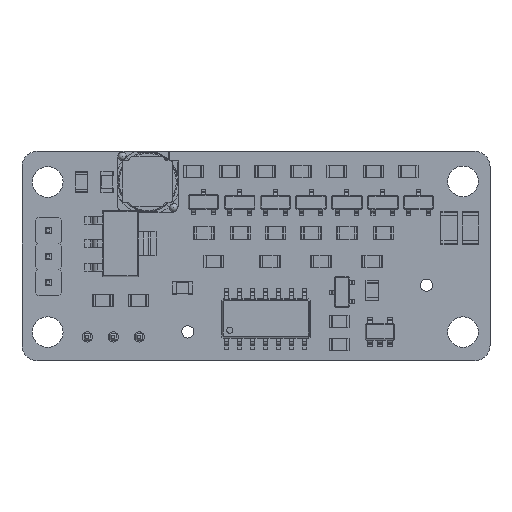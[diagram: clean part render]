
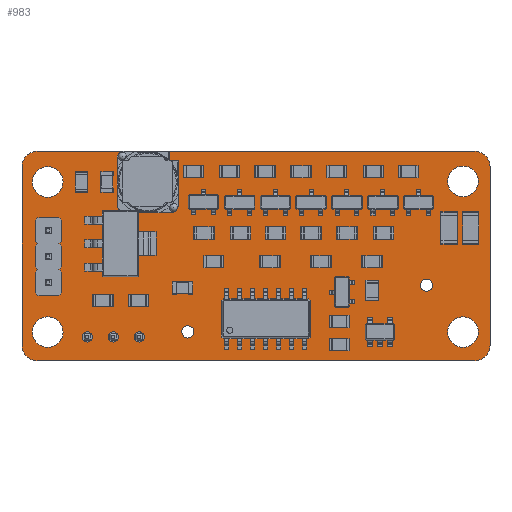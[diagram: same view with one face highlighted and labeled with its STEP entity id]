
A CAD part, top view. The second image highlights one B-rep face of the part: STEP entity #983.
In plain terms, the highlighted planar face has unit normal (0, 0, 1).
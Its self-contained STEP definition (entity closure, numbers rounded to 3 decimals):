
#336 = VERTEX_POINT('',#337);
#337 = CARTESIAN_POINT('',(168.,-58.511,0.));
#354 = VERTEX_POINT('',#355);
#355 = CARTESIAN_POINT('',(168.,-76.,0.));
#361 = EDGE_CURVE('',#336,#354,#362,.T.);
#362 = LINE('',#363,#364);
#363 = CARTESIAN_POINT('',(168.,-58.511,0.));
#364 = VECTOR('',#365,1.);
#365 = DIRECTION('',(0.,-1.,0.));
#386 = VERTEX_POINT('',#387);
#387 = CARTESIAN_POINT('',(166.5,-57.011,0.));
#393 = EDGE_CURVE('',#336,#386,#394,.T.);
#394 = CIRCLE('',#395,1.5);
#395 = AXIS2_PLACEMENT_3D('',#396,#397,#398);
#396 = CARTESIAN_POINT('',(166.5,-58.511,0.));
#397 = DIRECTION('',(0.,0.,1.));
#398 = DIRECTION('',(1.,0.,0.));
#409 = VERTEX_POINT('',#410);
#410 = CARTESIAN_POINT('',(166.5,-77.5,0.));
#426 = EDGE_CURVE('',#409,#354,#427,.T.);
#427 = CIRCLE('',#428,1.5);
#428 = AXIS2_PLACEMENT_3D('',#429,#430,#431);
#429 = CARTESIAN_POINT('',(166.5,-76.,0.));
#430 = DIRECTION('',(0.,0.,1.));
#431 = DIRECTION('',(1.,0.,0.));
#442 = VERTEX_POINT('',#443);
#443 = CARTESIAN_POINT('',(123.698,-57.011,0.));
#458 = EDGE_CURVE('',#442,#386,#459,.T.);
#459 = LINE('',#460,#461);
#460 = CARTESIAN_POINT('',(123.698,-57.011,0.));
#461 = VECTOR('',#462,1.);
#462 = DIRECTION('',(1.,0.,0.));
#482 = VERTEX_POINT('',#483);
#483 = CARTESIAN_POINT('',(123.698,-77.5,0.));
#489 = EDGE_CURVE('',#409,#482,#490,.T.);
#490 = LINE('',#491,#492);
#491 = CARTESIAN_POINT('',(166.5,-77.5,0.));
#492 = VECTOR('',#493,1.);
#493 = DIRECTION('',(-1.,0.,0.));
#514 = VERTEX_POINT('',#515);
#515 = CARTESIAN_POINT('',(122.198,-58.511,0.));
#521 = EDGE_CURVE('',#442,#514,#522,.T.);
#522 = CIRCLE('',#523,1.5);
#523 = AXIS2_PLACEMENT_3D('',#524,#525,#526);
#524 = CARTESIAN_POINT('',(123.698,-58.511,0.));
#525 = DIRECTION('',(0.,0.,1.));
#526 = DIRECTION('',(1.,0.,0.));
#537 = VERTEX_POINT('',#538);
#538 = CARTESIAN_POINT('',(122.198,-76.,0.));
#554 = EDGE_CURVE('',#537,#482,#555,.T.);
#555 = CIRCLE('',#556,1.5);
#556 = AXIS2_PLACEMENT_3D('',#557,#558,#559);
#557 = CARTESIAN_POINT('',(123.698,-76.,0.));
#558 = DIRECTION('',(0.,0.,1.));
#559 = DIRECTION('',(1.,0.,0.));
#577 = EDGE_CURVE('',#537,#514,#578,.T.);
#578 = LINE('',#579,#580);
#579 = CARTESIAN_POINT('',(122.198,-76.,0.));
#580 = VECTOR('',#581,1.);
#581 = DIRECTION('',(0.,1.,0.));
#592 = VERTEX_POINT('',#593);
#593 = CARTESIAN_POINT('',(166.854,-74.7,0.));
#609 = EDGE_CURVE('',#592,#592,#610,.T.);
#610 = CIRCLE('',#611,1.5);
#611 = AXIS2_PLACEMENT_3D('',#612,#613,#614);
#612 = CARTESIAN_POINT('',(165.354,-74.7,0.));
#613 = DIRECTION('',(0.,0.,1.));
#614 = DIRECTION('',(1.,0.,0.));
#625 = VERTEX_POINT('',#626);
#626 = CARTESIAN_POINT('',(162.398,-70.104,0.));
#642 = EDGE_CURVE('',#625,#625,#643,.T.);
#643 = CIRCLE('',#644,0.6);
#644 = AXIS2_PLACEMENT_3D('',#645,#646,#647);
#645 = CARTESIAN_POINT('',(161.798,-70.104,0.));
#646 = DIRECTION('',(0.,0.,1.));
#647 = DIRECTION('',(1.,0.,-0.));
#658 = VERTEX_POINT('',#659);
#659 = CARTESIAN_POINT('',(139.03,-74.676,0.));
#675 = EDGE_CURVE('',#658,#658,#676,.T.);
#676 = CIRCLE('',#677,0.6);
#677 = AXIS2_PLACEMENT_3D('',#678,#679,#680);
#678 = CARTESIAN_POINT('',(138.43,-74.676,0.));
#679 = DIRECTION('',(0.,0.,1.));
#680 = DIRECTION('',(1.,0.,-0.));
#691 = VERTEX_POINT('',#692);
#692 = CARTESIAN_POINT('',(134.17,-75.17,0.));
#708 = EDGE_CURVE('',#691,#691,#709,.T.);
#709 = CIRCLE('',#710,0.5);
#710 = AXIS2_PLACEMENT_3D('',#711,#712,#713);
#711 = CARTESIAN_POINT('',(133.67,-75.17,0.));
#712 = DIRECTION('',(0.,0.,1.));
#713 = DIRECTION('',(1.,0.,-0.));
#724 = VERTEX_POINT('',#725);
#725 = CARTESIAN_POINT('',(131.63,-75.17,0.));
#741 = EDGE_CURVE('',#724,#724,#742,.T.);
#742 = CIRCLE('',#743,0.5);
#743 = AXIS2_PLACEMENT_3D('',#744,#745,#746);
#744 = CARTESIAN_POINT('',(131.13,-75.17,0.));
#745 = DIRECTION('',(0.,0.,1.));
#746 = DIRECTION('',(1.,0.,-0.));
#757 = VERTEX_POINT('',#758);
#758 = CARTESIAN_POINT('',(129.09,-75.17,0.));
#774 = EDGE_CURVE('',#757,#757,#775,.T.);
#775 = CIRCLE('',#776,0.5);
#776 = AXIS2_PLACEMENT_3D('',#777,#778,#779);
#777 = CARTESIAN_POINT('',(128.59,-75.17,0.));
#778 = DIRECTION('',(0.,0.,1.));
#779 = DIRECTION('',(1.,0.,-0.));
#790 = VERTEX_POINT('',#791);
#791 = CARTESIAN_POINT('',(126.214,-74.7,0.));
#807 = EDGE_CURVE('',#790,#790,#808,.T.);
#808 = CIRCLE('',#809,1.5);
#809 = AXIS2_PLACEMENT_3D('',#810,#811,#812);
#810 = CARTESIAN_POINT('',(124.714,-74.7,0.));
#811 = DIRECTION('',(0.,0.,1.));
#812 = DIRECTION('',(1.,0.,0.));
#823 = VERTEX_POINT('',#824);
#824 = CARTESIAN_POINT('',(125.278,-69.85,0.));
#840 = EDGE_CURVE('',#823,#823,#841,.T.);
#841 = CIRCLE('',#842,0.5);
#842 = AXIS2_PLACEMENT_3D('',#843,#844,#845);
#843 = CARTESIAN_POINT('',(124.778,-69.85,0.));
#844 = DIRECTION('',(0.,0.,1.));
#845 = DIRECTION('',(1.,0.,-0.));
#856 = VERTEX_POINT('',#857);
#857 = CARTESIAN_POINT('',(166.854,-59.944,0.));
#873 = EDGE_CURVE('',#856,#856,#874,.T.);
#874 = CIRCLE('',#875,1.5);
#875 = AXIS2_PLACEMENT_3D('',#876,#877,#878);
#876 = CARTESIAN_POINT('',(165.354,-59.944,0.));
#877 = DIRECTION('',(0.,0.,1.));
#878 = DIRECTION('',(1.,0.,0.));
#889 = VERTEX_POINT('',#890);
#890 = CARTESIAN_POINT('',(125.278,-67.31,0.));
#906 = EDGE_CURVE('',#889,#889,#907,.T.);
#907 = CIRCLE('',#908,0.5);
#908 = AXIS2_PLACEMENT_3D('',#909,#910,#911);
#909 = CARTESIAN_POINT('',(124.778,-67.31,0.));
#910 = DIRECTION('',(0.,0.,1.));
#911 = DIRECTION('',(1.,0.,-0.));
#922 = VERTEX_POINT('',#923);
#923 = CARTESIAN_POINT('',(125.278,-64.77,0.));
#939 = EDGE_CURVE('',#922,#922,#940,.T.);
#940 = CIRCLE('',#941,0.5);
#941 = AXIS2_PLACEMENT_3D('',#942,#943,#944);
#942 = CARTESIAN_POINT('',(124.778,-64.77,0.));
#943 = DIRECTION('',(0.,0.,1.));
#944 = DIRECTION('',(1.,0.,-0.));
#955 = VERTEX_POINT('',#956);
#956 = CARTESIAN_POINT('',(126.214,-60.,0.));
#972 = EDGE_CURVE('',#955,#955,#973,.T.);
#973 = CIRCLE('',#974,1.5);
#974 = AXIS2_PLACEMENT_3D('',#975,#976,#977);
#975 = CARTESIAN_POINT('',(124.714,-60.,0.));
#976 = DIRECTION('',(0.,0.,1.));
#977 = DIRECTION('',(1.,0.,0.));
#983 = ADVANCED_FACE('',(#984,#994,#997,#1000,#1003,#1006,#1009,#1012,
    #1015,#1018,#1021,#1024,#1027),#1030,.F.);
#984 = FACE_BOUND('',#985,.F.);
#985 = EDGE_LOOP('',(#986,#987,#988,#989,#990,#991,#992,#993));
#986 = ORIENTED_EDGE('',*,*,#361,.T.);
#987 = ORIENTED_EDGE('',*,*,#426,.F.);
#988 = ORIENTED_EDGE('',*,*,#489,.T.);
#989 = ORIENTED_EDGE('',*,*,#554,.F.);
#990 = ORIENTED_EDGE('',*,*,#577,.T.);
#991 = ORIENTED_EDGE('',*,*,#521,.F.);
#992 = ORIENTED_EDGE('',*,*,#458,.T.);
#993 = ORIENTED_EDGE('',*,*,#393,.F.);
#994 = FACE_BOUND('',#995,.F.);
#995 = EDGE_LOOP('',(#996));
#996 = ORIENTED_EDGE('',*,*,#609,.T.);
#997 = FACE_BOUND('',#998,.F.);
#998 = EDGE_LOOP('',(#999));
#999 = ORIENTED_EDGE('',*,*,#642,.T.);
#1000 = FACE_BOUND('',#1001,.F.);
#1001 = EDGE_LOOP('',(#1002));
#1002 = ORIENTED_EDGE('',*,*,#675,.T.);
#1003 = FACE_BOUND('',#1004,.F.);
#1004 = EDGE_LOOP('',(#1005));
#1005 = ORIENTED_EDGE('',*,*,#708,.T.);
#1006 = FACE_BOUND('',#1007,.F.);
#1007 = EDGE_LOOP('',(#1008));
#1008 = ORIENTED_EDGE('',*,*,#741,.T.);
#1009 = FACE_BOUND('',#1010,.F.);
#1010 = EDGE_LOOP('',(#1011));
#1011 = ORIENTED_EDGE('',*,*,#774,.T.);
#1012 = FACE_BOUND('',#1013,.F.);
#1013 = EDGE_LOOP('',(#1014));
#1014 = ORIENTED_EDGE('',*,*,#807,.T.);
#1015 = FACE_BOUND('',#1016,.F.);
#1016 = EDGE_LOOP('',(#1017));
#1017 = ORIENTED_EDGE('',*,*,#840,.T.);
#1018 = FACE_BOUND('',#1019,.F.);
#1019 = EDGE_LOOP('',(#1020));
#1020 = ORIENTED_EDGE('',*,*,#873,.T.);
#1021 = FACE_BOUND('',#1022,.F.);
#1022 = EDGE_LOOP('',(#1023));
#1023 = ORIENTED_EDGE('',*,*,#906,.T.);
#1024 = FACE_BOUND('',#1025,.F.);
#1025 = EDGE_LOOP('',(#1026));
#1026 = ORIENTED_EDGE('',*,*,#939,.T.);
#1027 = FACE_BOUND('',#1028,.F.);
#1028 = EDGE_LOOP('',(#1029));
#1029 = ORIENTED_EDGE('',*,*,#972,.T.);
#1030 = PLANE('',#1031);
#1031 = AXIS2_PLACEMENT_3D('',#1032,#1033,#1034);
#1032 = CARTESIAN_POINT('',(145.099,-67.255,0.));
#1033 = DIRECTION('',(-0.,-0.,-1.));
#1034 = DIRECTION('',(-1.,0.,0.));
